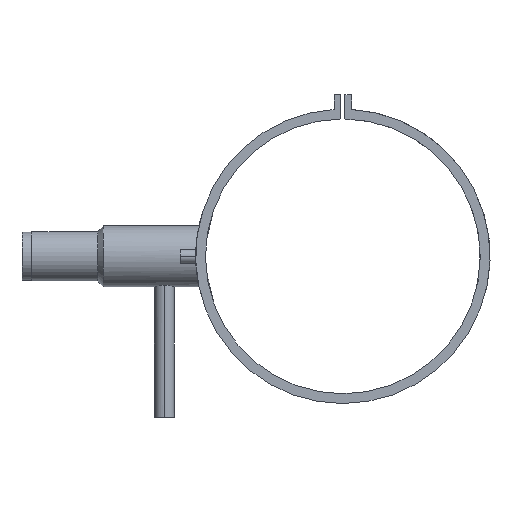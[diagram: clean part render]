
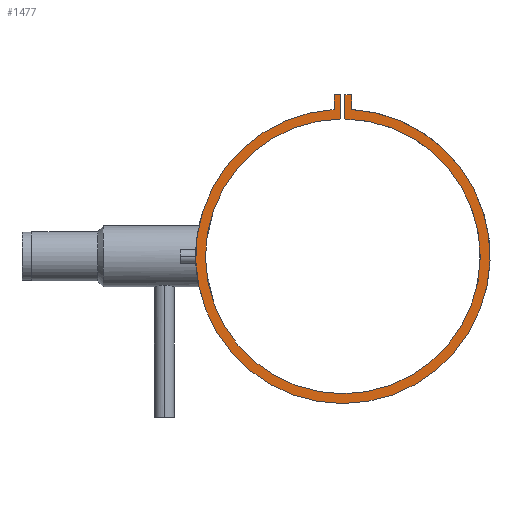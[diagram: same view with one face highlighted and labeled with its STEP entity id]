
A CAD part, left-side view. The second image highlights one B-rep face of the part: STEP entity #1477.
In plain terms, the highlighted planar face has unit normal (-1, 0, 0).
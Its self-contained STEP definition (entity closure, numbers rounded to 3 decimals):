
#64 = VERTEX_POINT ( 'NONE', #1128 ) ;
#116 = CARTESIAN_POINT ( 'NONE',  ( -80., 0., 0. ) ) ;
#136 = VERTEX_POINT ( 'NONE', #303 ) ;
#187 = VECTOR ( 'NONE', #2464, 1000. ) ;
#224 = EDGE_CURVE ( 'NONE', #1057, #64, #534, .T. ) ;
#256 = CARTESIAN_POINT ( 'NONE',  ( -80., 9., 164.73 ) ) ;
#273 = EDGE_CURVE ( 'NONE', #620, #1161, #786, .T. ) ;
#303 = CARTESIAN_POINT ( 'NONE',  ( -80., 2., 164.73 ) ) ;
#331 = CARTESIAN_POINT ( 'NONE',  ( -80., 0., 0. ) ) ;
#362 = CARTESIAN_POINT ( 'NONE',  ( -80., -9., 149.73 ) ) ;
#371 = VECTOR ( 'NONE', #2365, 1000. ) ;
#384 = DIRECTION ( 'NONE',  ( 1., 0., 0. ) ) ;
#485 = VERTEX_POINT ( 'NONE', #1111 ) ;
#534 = LINE ( 'NONE', #1351, #1915 ) ;
#539 = AXIS2_PLACEMENT_3D ( 'NONE', #2116, #384, #1219 ) ;
#542 = CIRCLE ( 'NONE', #539, 150. ) ;
#607 = EDGE_LOOP ( 'NONE', ( #942, #933, #930, #922, #911, #905, #890, #880 ) ) ;
#620 = VERTEX_POINT ( 'NONE', #1595 ) ;
#786 = LINE ( 'NONE', #1562, #1884 ) ;
#804 = CARTESIAN_POINT ( 'NONE',  ( -80., -2., 164.73 ) ) ;
#858 = AXIS2_PLACEMENT_3D ( 'NONE', #116, #969, #1716 ) ;
#859 = CIRCLE ( 'NONE', #858, 140. ) ;
#880 = ORIENTED_EDGE ( 'NONE', *, *, #224, .F. ) ;
#890 = ORIENTED_EDGE ( 'NONE', *, *, #1069, .F. ) ;
#902 = AXIS2_PLACEMENT_3D ( 'NONE', #331, #1175, #1892 ) ;
#905 = ORIENTED_EDGE ( 'NONE', *, *, #2136, .F. ) ;
#911 = ORIENTED_EDGE ( 'NONE', *, *, #1489, .F. ) ;
#914 = LINE ( 'NONE', #1670, #371 ) ;
#919 = VERTEX_POINT ( 'NONE', #1753 ) ;
#922 = ORIENTED_EDGE ( 'NONE', *, *, #923, .F. ) ;
#923 = EDGE_CURVE ( 'NONE', #1842, #919, #2442, .T. ) ;
#930 = ORIENTED_EDGE ( 'NONE', *, *, #1931, .F. ) ;
#933 = ORIENTED_EDGE ( 'NONE', *, *, #273, .F. ) ;
#942 = ORIENTED_EDGE ( 'NONE', *, *, #1822, .F. ) ;
#969 = DIRECTION ( 'NONE',  ( -1., 0., 0. ) ) ;
#1044 = LINE ( 'NONE', #1778, #187 ) ;
#1057 = VERTEX_POINT ( 'NONE', #1294 ) ;
#1069 = EDGE_CURVE ( 'NONE', #64, #136, #2008, .T. ) ;
#1104 = DIRECTION ( 'NONE',  ( 0., -1., 0. ) ) ;
#1111 = CARTESIAN_POINT ( 'NONE',  ( -80., 2., 139.986 ) ) ;
#1128 = CARTESIAN_POINT ( 'NONE',  ( -80., 9., 164.73 ) ) ;
#1161 = VERTEX_POINT ( 'NONE', #362 ) ;
#1175 = DIRECTION ( 'NONE',  ( 1., 0., 0. ) ) ;
#1219 = DIRECTION ( 'NONE',  ( 0., 0., -1. ) ) ;
#1294 = CARTESIAN_POINT ( 'NONE',  ( -80., 9., 149.73 ) ) ;
#1324 = VECTOR ( 'NONE', #1104, 1000. ) ;
#1350 = FACE_OUTER_BOUND ( 'NONE', #607, .T. ) ;
#1351 = CARTESIAN_POINT ( 'NONE',  ( -80., 9., 164.73 ) ) ;
#1425 = VECTOR ( 'NONE', #1581, 1000. ) ;
#1477 = ADVANCED_FACE ( 'NONE', ( #1350 ), #2068, .F. ) ;
#1489 = EDGE_CURVE ( 'NONE', #485, #1842, #859, .T. ) ;
#1562 = CARTESIAN_POINT ( 'NONE',  ( -80., -9., 164.73 ) ) ;
#1581 = DIRECTION ( 'NONE',  ( 0., 0., 1. ) ) ;
#1584 = CARTESIAN_POINT ( 'NONE',  ( -80., -2., 139.986 ) ) ;
#1595 = CARTESIAN_POINT ( 'NONE',  ( -80., -9., 164.73 ) ) ;
#1670 = CARTESIAN_POINT ( 'NONE',  ( -80., -2., 164.73 ) ) ;
#1716 = DIRECTION ( 'NONE',  ( 0., 0., -1. ) ) ;
#1753 = CARTESIAN_POINT ( 'NONE',  ( -80., -2., 164.73 ) ) ;
#1778 = CARTESIAN_POINT ( 'NONE',  ( -80., 2., 164.73 ) ) ;
#1822 = EDGE_CURVE ( 'NONE', #1161, #1057, #542, .T. ) ;
#1842 = VERTEX_POINT ( 'NONE', #1584 ) ;
#1884 = VECTOR ( 'NONE', #2266, 1000. ) ;
#1892 = DIRECTION ( 'NONE',  ( 0., 0., -1. ) ) ;
#1915 = VECTOR ( 'NONE', #2071, 1000. ) ;
#1931 = EDGE_CURVE ( 'NONE', #919, #620, #914, .T. ) ;
#2008 = LINE ( 'NONE', #256, #1324 ) ;
#2068 = PLANE ( 'NONE',  #902 ) ;
#2071 = DIRECTION ( 'NONE',  ( 0., 0., 1. ) ) ;
#2116 = CARTESIAN_POINT ( 'NONE',  ( -80., 0., 0. ) ) ;
#2136 = EDGE_CURVE ( 'NONE', #136, #485, #1044, .T. ) ;
#2266 = DIRECTION ( 'NONE',  ( 0., 0., -1. ) ) ;
#2365 = DIRECTION ( 'NONE',  ( 0., -1., 0. ) ) ;
#2442 = LINE ( 'NONE', #804, #1425 ) ;
#2464 = DIRECTION ( 'NONE',  ( 0., 0., -1. ) ) ;
